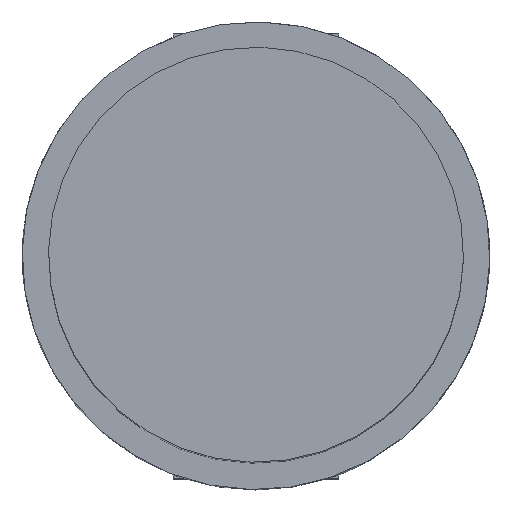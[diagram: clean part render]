
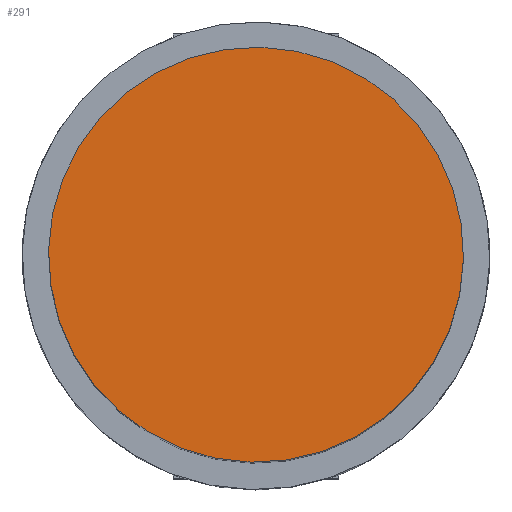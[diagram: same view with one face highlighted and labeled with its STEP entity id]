
A CAD part, top view. The second image highlights one B-rep face of the part: STEP entity #291.
In plain terms, the highlighted planar face has unit normal (0, 0, 1).
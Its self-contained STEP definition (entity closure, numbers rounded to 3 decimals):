
#246=CARTESIAN_POINT('Vertex',(2.399,-4.391,19.812)) ;
#249=CARTESIAN_POINT('Axis2P3D Location',(0.,0.,19.812)) ;
#253=CARTESIAN_POINT('Vertex',(-2.399,4.391,19.812)) ;
#269=CARTESIAN_POINT('Axis2P3D Location',(0.,0.,19.812)) ;
#282=CARTESIAN_POINT('Axis2P3D Location',(0.,5.004,19.812)) ;
#250=DIRECTION('Axis2P3D Direction',(0.,0.,1.)) ;
#270=DIRECTION('Axis2P3D Direction',(0.,0.,1.)) ;
#283=DIRECTION('Axis2P3D Direction',(0.,0.,1.)) ;
#284=DIRECTION('Axis2P3D XDirection',(1.,0.,0.)) ;
#251=AXIS2_PLACEMENT_3D('Circle Axis2P3D',#249,#250,$) ;
#271=AXIS2_PLACEMENT_3D('Circle Axis2P3D',#269,#270,$) ;
#285=AXIS2_PLACEMENT_3D('Plane Axis2P3D',#282,#283,#284) ;
#252=CIRCLE('generated circle',#251,5.004) ;
#272=CIRCLE('generated circle',#271,5.004) ;
#286=PLANE('',#285) ;
#255=EDGE_CURVE('',#254,#247,#252,.T.) ;
#273=EDGE_CURVE('',#247,#254,#272,.T.) ;
#288=ORIENTED_EDGE('',*,*,#273,.T.) ;
#289=ORIENTED_EDGE('',*,*,#255,.T.) ;
#287=EDGE_LOOP('',(#288,#289)) ;
#247=VERTEX_POINT('',#246) ;
#254=VERTEX_POINT('',#253) ;
#291=ADVANCED_FACE('PartBody',(#290),#286,.T.) ;
#290=FACE_OUTER_BOUND('',#287,.T.) ;
